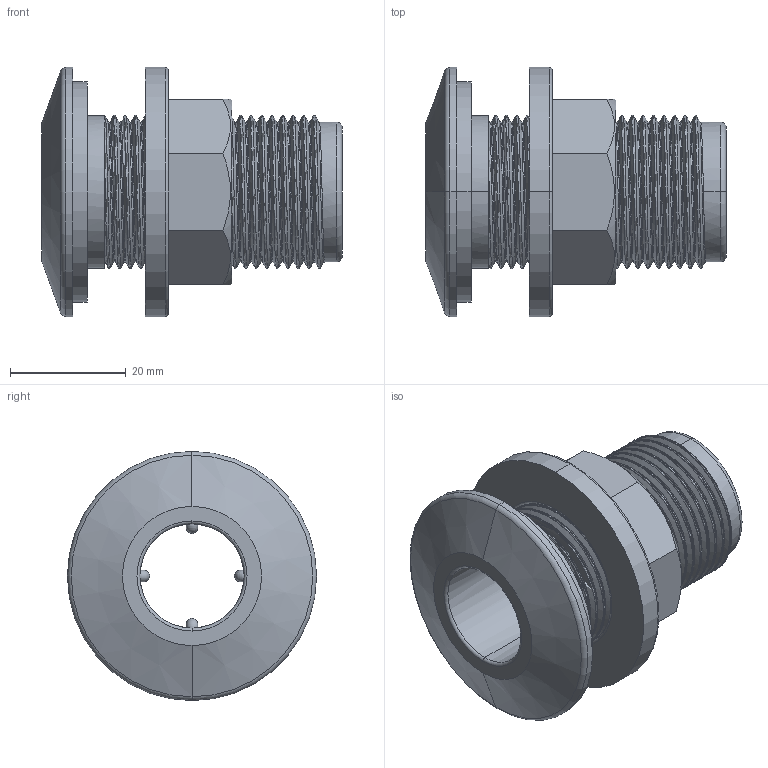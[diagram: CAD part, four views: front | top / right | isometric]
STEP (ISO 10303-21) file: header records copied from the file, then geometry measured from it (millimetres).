
FILE_DESCRIPTION (( 'STEP AP203' ), '1' );
FILE_NAME ('00312_0505.STEP', '2017-05-17T14:27:49', ( '' ), ( '' ), 'SwSTEP 2.0', 'SolidWorks 2011', '' );
FILE_SCHEMA (( 'CONFIG_CONTROL_DESIGN' ));
Length unit declared in the file: millimetre
Products named in the file (4): 00312_0505; 00190_0505; 00115_0505; 00315_0505
Assembly tree (3 placements, depth 2):
  00312_0505
    00315_0505
    00190_0505
    00115_0505
Bounding box: 51.8 x 43 x 43 mm (x, y, z)
Volume: 25408.1 mm3; surface area: 18785.5 mm2
Topology: 3 solids, 3 shells, 140 faces, 372 edges, 240 vertices
Faces by surface type: cylinder 74, plane 26, torus 22, bspline 10, cone 8
Entity records: 18011 total; most frequent: CARTESIAN_POINT 14505, ORIENTED_EDGE 744, DIRECTION 578, EDGE_CURVE 372, VERTEX_POINT 240, AXIS2_PLACEMENT_3D 230, EDGE_LOOP 148, FACE_OUTER_BOUND 140
